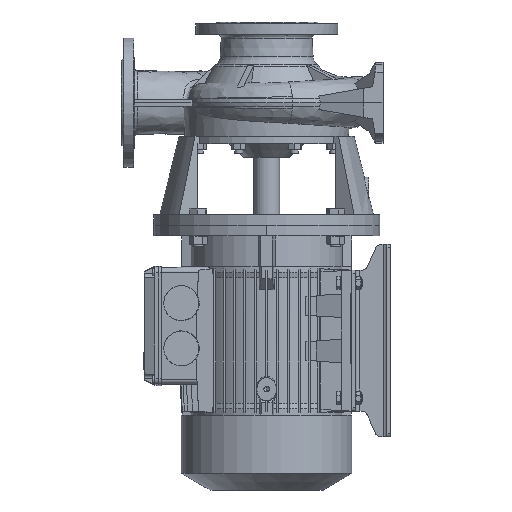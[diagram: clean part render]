
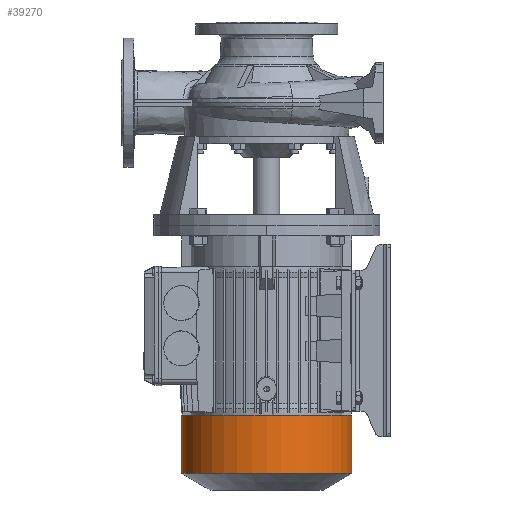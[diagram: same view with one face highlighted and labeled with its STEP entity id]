
A CAD part, left-side view. The second image highlights one B-rep face of the part: STEP entity #39270.
In plain terms, the highlighted cylindrical face has radius 132 mm (diameter 264 mm), a partial arc.
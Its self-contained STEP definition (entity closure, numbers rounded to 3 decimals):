
#5509 = DIRECTION ( 'NONE',  ( 0., -1., 0. ) ) ;
#6713 = EDGE_LOOP ( 'NONE', ( #111566, #95191, #65304, #47658 ) ) ;
#8984 = EDGE_CURVE ( 'NONE', #36189, #24202, #103760, .T. ) ;
#11154 = AXIS2_PLACEMENT_3D ( 'NONE', #21110, #22885, #21694 ) ;
#21110 = CARTESIAN_POINT ( 'NONE',  ( 0., 0., -205.308 ) ) ;
#21694 = DIRECTION ( 'NONE',  ( 0., -1., 0. ) ) ;
#22885 = DIRECTION ( 'NONE',  ( 0., 0., 1. ) ) ;
#24202 = VERTEX_POINT ( 'NONE', #115002 ) ;
#26537 = CARTESIAN_POINT ( 'NONE',  ( 0., 132., -115. ) ) ;
#29375 = CARTESIAN_POINT ( 'NONE',  ( 0., -132., -229.5 ) ) ;
#30635 = CIRCLE ( 'NONE', #59629, 132. ) ;
#36189 = VERTEX_POINT ( 'NONE', #110072 ) ;
#38989 = CARTESIAN_POINT ( 'NONE',  ( 0., 132., -229.5 ) ) ;
#39270 = ADVANCED_FACE ( 'NONE', ( #63294 ), #53626, .T. ) ;
#42758 = DIRECTION ( 'NONE',  ( 0., 0., 1. ) ) ;
#47658 = ORIENTED_EDGE ( 'NONE', *, *, #85755, .F. ) ;
#50036 = VECTOR ( 'NONE', #111541, 1000. ) ;
#52049 = CARTESIAN_POINT ( 'NONE',  ( 0., 0., -115. ) ) ;
#52116 = VERTEX_POINT ( 'NONE', #26537 ) ;
#53626 = CYLINDRICAL_SURFACE ( 'NONE', #54940, 132. ) ;
#54940 = AXIS2_PLACEMENT_3D ( 'NONE', #100139, #42758, #88657 ) ;
#59283 = DIRECTION ( 'NONE',  ( 0., 0., 1. ) ) ;
#59629 = AXIS2_PLACEMENT_3D ( 'NONE', #52049, #59283, #5509 ) ;
#63294 = FACE_OUTER_BOUND ( 'NONE', #6713, .T. ) ;
#65304 = ORIENTED_EDGE ( 'NONE', *, *, #106093, .T. ) ;
#74125 = LINE ( 'NONE', #29375, #95004 ) ;
#74670 = LINE ( 'NONE', #38989, #50036 ) ;
#74709 = DIRECTION ( 'NONE',  ( 0., 0., 1. ) ) ;
#85755 = EDGE_CURVE ( 'NONE', #52116, #119533, #30635, .T. ) ;
#88657 = DIRECTION ( 'NONE',  ( 0., -1., 0. ) ) ;
#95004 = VECTOR ( 'NONE', #74709, 1000. ) ;
#95191 = ORIENTED_EDGE ( 'NONE', *, *, #8984, .T. ) ;
#100139 = CARTESIAN_POINT ( 'NONE',  ( 0., 0., -229.5 ) ) ;
#101305 = CARTESIAN_POINT ( 'NONE',  ( 0., -132., -115. ) ) ;
#103760 = CIRCLE ( 'NONE', #11154, 132. ) ;
#106093 = EDGE_CURVE ( 'NONE', #24202, #119533, #74125, .T. ) ;
#110072 = CARTESIAN_POINT ( 'NONE',  ( 0., 132., -205.308 ) ) ;
#111541 = DIRECTION ( 'NONE',  ( 0., 0., 1. ) ) ;
#111566 = ORIENTED_EDGE ( 'NONE', *, *, #116864, .F. ) ;
#115002 = CARTESIAN_POINT ( 'NONE',  ( 0., -132., -205.308 ) ) ;
#116864 = EDGE_CURVE ( 'NONE', #36189, #52116, #74670, .T. ) ;
#119533 = VERTEX_POINT ( 'NONE', #101305 ) ;
